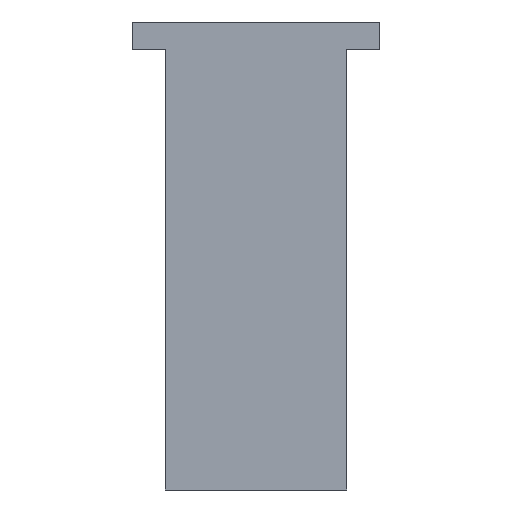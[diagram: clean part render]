
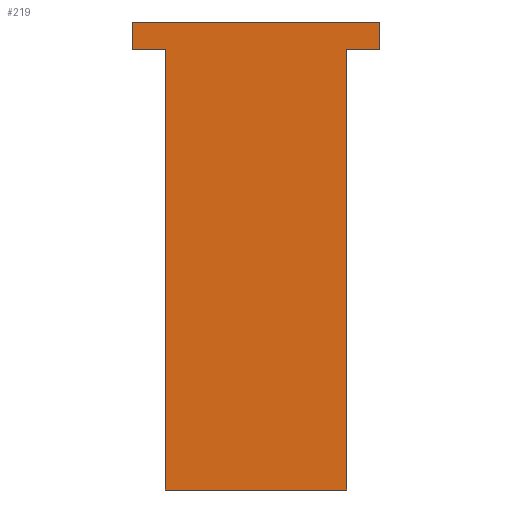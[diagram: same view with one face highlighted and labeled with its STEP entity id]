
A CAD part, front view. The second image highlights one B-rep face of the part: STEP entity #219.
In plain terms, the highlighted planar face has unit normal (0, -1, 0).
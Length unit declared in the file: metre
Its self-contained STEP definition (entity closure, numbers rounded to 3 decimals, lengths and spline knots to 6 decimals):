
#14=LINE('',#319,#38);
#26=LINE('',#344,#50);
#27=LINE('',#346,#51);
#28=LINE('',#348,#52);
#29=LINE('',#350,#53);
#30=LINE('',#352,#54);
#31=LINE('',#354,#55);
#32=LINE('',#356,#56);
#38=VECTOR('',#263,1.);
#50=VECTOR('',#279,1.);
#51=VECTOR('',#282,1.);
#52=VECTOR('',#283,1.);
#53=VECTOR('',#284,1.);
#54=VECTOR('',#285,1.);
#55=VECTOR('',#286,1.);
#56=VECTOR('',#287,1.);
#79=ORIENTED_EDGE('',*,*,#132,.T.);
#80=ORIENTED_EDGE('',*,*,#133,.F.);
#81=ORIENTED_EDGE('',*,*,#134,.F.);
#82=ORIENTED_EDGE('',*,*,#135,.F.);
#83=ORIENTED_EDGE('',*,*,#136,.F.);
#84=ORIENTED_EDGE('',*,*,#137,.T.);
#85=ORIENTED_EDGE('',*,*,#119,.F.);
#86=ORIENTED_EDGE('',*,*,#131,.T.);
#119=EDGE_CURVE('',#147,#148,#14,.T.);
#131=EDGE_CURVE('',#147,#157,#26,.T.);
#132=EDGE_CURVE('',#157,#158,#27,.T.);
#133=EDGE_CURVE('',#159,#158,#28,.T.);
#134=EDGE_CURVE('',#160,#159,#29,.T.);
#135=EDGE_CURVE('',#161,#160,#30,.T.);
#136=EDGE_CURVE('',#162,#161,#31,.T.);
#137=EDGE_CURVE('',#162,#148,#32,.T.);
#147=VERTEX_POINT('',#320);
#148=VERTEX_POINT('',#321);
#157=VERTEX_POINT('',#343);
#158=VERTEX_POINT('',#347);
#159=VERTEX_POINT('',#349);
#160=VERTEX_POINT('',#351);
#161=VERTEX_POINT('',#353);
#162=VERTEX_POINT('',#355);
#174=EDGE_LOOP('',(#79,#80,#81,#82,#83,#84,#85,#86));
#192=FACE_BOUND('',#174,.T.);
#209=PLANE('',#245);
#219=ADVANCED_FACE('',(#192),#209,.F.);
#245=AXIS2_PLACEMENT_3D('',#345,#280,#281);
#263=DIRECTION('',(-1.,0.,0.));
#279=DIRECTION('',(0.,0.,1.));
#280=DIRECTION('',(0.,1.,0.));
#281=DIRECTION('',(0.,0.,1.));
#282=DIRECTION('',(-1.,0.,0.));
#283=DIRECTION('',(0.,0.,1.));
#284=DIRECTION('',(-1.,0.,0.));
#285=DIRECTION('',(0.,0.,1.));
#286=DIRECTION('',(-1.,0.,0.));
#287=DIRECTION('',(0.,0.,1.));
#319=CARTESIAN_POINT('',(0.,0.0559,-0.037993));
#320=CARTESIAN_POINT('',(0.0225,0.0559,-0.037993));
#321=CARTESIAN_POINT('',(0.0165,0.0559,-0.037993));
#343=CARTESIAN_POINT('',(0.0225,0.0559,-0.032993));
#344=CARTESIAN_POINT('',(0.0225,0.0559,-0.037993));
#345=CARTESIAN_POINT('',(0.,0.0559,-0.037993));
#346=CARTESIAN_POINT('',(0.,0.0559,-0.032993));
#347=CARTESIAN_POINT('',(-0.0225,0.0559,-0.032993));
#348=CARTESIAN_POINT('',(-0.0225,0.0559,-0.037993));
#349=CARTESIAN_POINT('',(-0.0225,0.0559,-0.037993));
#350=CARTESIAN_POINT('',(0.,0.0559,-0.037993));
#351=CARTESIAN_POINT('',(-0.0165,0.0559,-0.037993));
#352=CARTESIAN_POINT('',(-0.0165,0.0559,-0.117995));
#353=CARTESIAN_POINT('',(-0.0165,0.0559,-0.117993));
#354=CARTESIAN_POINT('',(0.,0.0559,-0.117993));
#355=CARTESIAN_POINT('',(0.0165,0.0559,-0.117993));
#356=CARTESIAN_POINT('',(0.0165,0.0559,-0.117995));
